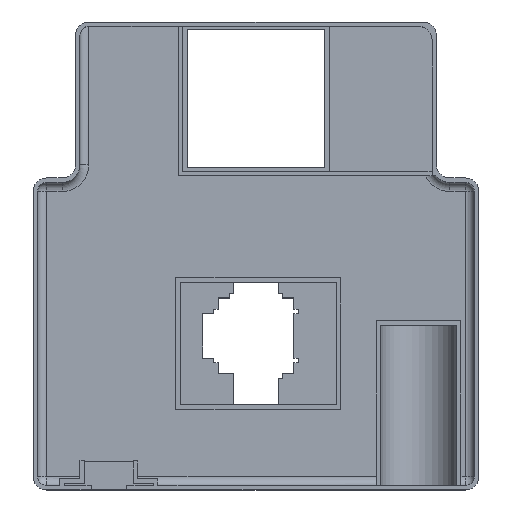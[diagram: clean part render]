
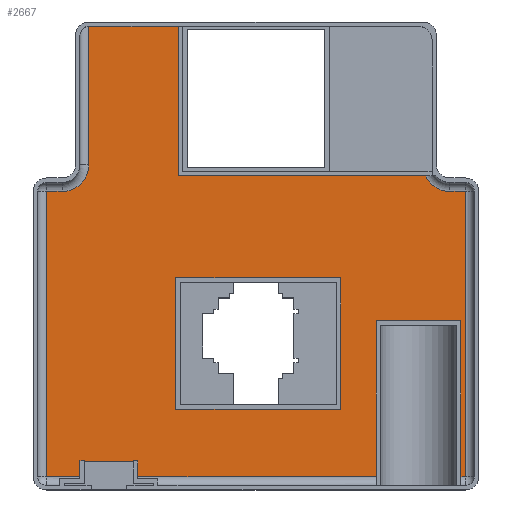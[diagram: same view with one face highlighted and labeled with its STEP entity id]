
A CAD part, top view. The second image highlights one B-rep face of the part: STEP entity #2667.
In plain terms, the highlighted planar face has unit normal (0, 0, 1).
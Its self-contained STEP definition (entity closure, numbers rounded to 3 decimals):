
#32=FACE_BOUND('',#295,.T.);
#40=PLANE('',#2840);
#145=FACE_OUTER_BOUND('',#294,.T.);
#294=EDGE_LOOP('',(#1862,#1863,#1864,#1865,#1866,#1867,#1868,#1869,#1870,
#1871,#1872,#1873,#1874,#1875,#1876,#1877,#1878,#1879,#1880));
#295=EDGE_LOOP('',(#1881,#1882,#1883,#1884));
#443=LINE('',#3818,#772);
#448=LINE('',#3838,#777);
#453=LINE('',#3853,#782);
#465=LINE('',#3883,#794);
#466=LINE('',#3885,#795);
#467=LINE('',#3887,#796);
#468=LINE('',#3888,#797);
#469=LINE('',#3890,#798);
#470=LINE('',#3892,#799);
#471=LINE('',#3896,#800);
#472=LINE('',#3898,#801);
#473=LINE('',#3900,#802);
#474=LINE('',#3902,#803);
#475=LINE('',#3906,#804);
#476=LINE('',#3907,#805);
#477=LINE('',#3909,#806);
#478=LINE('',#3910,#807);
#479=LINE('',#3913,#808);
#480=LINE('',#3915,#809);
#481=LINE('',#3917,#810);
#482=LINE('',#3918,#811);
#772=VECTOR('',#3049,10.);
#777=VECTOR('',#3066,10.);
#782=VECTOR('',#3079,10.);
#794=VECTOR('',#3101,10.);
#795=VECTOR('',#3102,10.);
#796=VECTOR('',#3103,10.);
#797=VECTOR('',#3104,10.);
#798=VECTOR('',#3105,10.);
#799=VECTOR('',#3106,10.);
#800=VECTOR('',#3109,10.);
#801=VECTOR('',#3110,10.);
#802=VECTOR('',#3111,10.);
#803=VECTOR('',#3112,10.);
#804=VECTOR('',#3115,10.);
#805=VECTOR('',#3116,10.);
#806=VECTOR('',#3117,10.);
#807=VECTOR('',#3118,10.);
#808=VECTOR('',#3119,10.);
#809=VECTOR('',#3120,10.);
#810=VECTOR('',#3121,10.);
#811=VECTOR('',#3122,10.);
#1112=CIRCLE('',#2841,6.);
#1113=CIRCLE('',#2842,6.);
#1170=VERTEX_POINT('',#3815);
#1171=VERTEX_POINT('',#3817);
#1175=VERTEX_POINT('',#3827);
#1180=VERTEX_POINT('',#3836);
#1183=VERTEX_POINT('',#3846);
#1186=VERTEX_POINT('',#3851);
#1199=VERTEX_POINT('',#3882);
#1200=VERTEX_POINT('',#3884);
#1201=VERTEX_POINT('',#3886);
#1202=VERTEX_POINT('',#3889);
#1203=VERTEX_POINT('',#3891);
#1204=VERTEX_POINT('',#3893);
#1205=VERTEX_POINT('',#3895);
#1206=VERTEX_POINT('',#3897);
#1207=VERTEX_POINT('',#3899);
#1208=VERTEX_POINT('',#3901);
#1209=VERTEX_POINT('',#3903);
#1210=VERTEX_POINT('',#3905);
#1211=VERTEX_POINT('',#3908);
#1212=VERTEX_POINT('',#3911);
#1213=VERTEX_POINT('',#3912);
#1214=VERTEX_POINT('',#3914);
#1215=VERTEX_POINT('',#3916);
#1426=EDGE_CURVE('',#1171,#1170,#443,.T.);
#1436=EDGE_CURVE('',#1175,#1180,#448,.T.);
#1443=EDGE_CURVE('',#1183,#1186,#453,.T.);
#1458=EDGE_CURVE('',#1199,#1175,#465,.T.);
#1459=EDGE_CURVE('',#1180,#1200,#466,.T.);
#1460=EDGE_CURVE('',#1200,#1201,#467,.T.);
#1461=EDGE_CURVE('',#1201,#1183,#468,.T.);
#1462=EDGE_CURVE('',#1186,#1202,#469,.T.);
#1463=EDGE_CURVE('',#1202,#1203,#470,.T.);
#1464=EDGE_CURVE('',#1203,#1204,#1112,.T.);
#1465=EDGE_CURVE('',#1205,#1204,#471,.T.);
#1466=EDGE_CURVE('',#1205,#1206,#472,.T.);
#1467=EDGE_CURVE('',#1207,#1206,#473,.T.);
#1468=EDGE_CURVE('',#1207,#1208,#474,.T.);
#1469=EDGE_CURVE('',#1208,#1209,#1113,.T.);
#1470=EDGE_CURVE('',#1209,#1210,#475,.T.);
#1471=EDGE_CURVE('',#1210,#1171,#476,.T.);
#1472=EDGE_CURVE('',#1170,#1211,#477,.T.);
#1473=EDGE_CURVE('',#1211,#1199,#478,.T.);
#1474=EDGE_CURVE('',#1212,#1213,#479,.T.);
#1475=EDGE_CURVE('',#1213,#1214,#480,.T.);
#1476=EDGE_CURVE('',#1214,#1215,#481,.T.);
#1477=EDGE_CURVE('',#1215,#1212,#482,.T.);
#1862=ORIENTED_EDGE('',*,*,#1458,.T.);
#1863=ORIENTED_EDGE('',*,*,#1436,.T.);
#1864=ORIENTED_EDGE('',*,*,#1459,.T.);
#1865=ORIENTED_EDGE('',*,*,#1460,.T.);
#1866=ORIENTED_EDGE('',*,*,#1461,.T.);
#1867=ORIENTED_EDGE('',*,*,#1443,.T.);
#1868=ORIENTED_EDGE('',*,*,#1462,.T.);
#1869=ORIENTED_EDGE('',*,*,#1463,.T.);
#1870=ORIENTED_EDGE('',*,*,#1464,.T.);
#1871=ORIENTED_EDGE('',*,*,#1465,.F.);
#1872=ORIENTED_EDGE('',*,*,#1466,.T.);
#1873=ORIENTED_EDGE('',*,*,#1467,.F.);
#1874=ORIENTED_EDGE('',*,*,#1468,.T.);
#1875=ORIENTED_EDGE('',*,*,#1469,.T.);
#1876=ORIENTED_EDGE('',*,*,#1470,.T.);
#1877=ORIENTED_EDGE('',*,*,#1471,.T.);
#1878=ORIENTED_EDGE('',*,*,#1426,.T.);
#1879=ORIENTED_EDGE('',*,*,#1472,.T.);
#1880=ORIENTED_EDGE('',*,*,#1473,.T.);
#1881=ORIENTED_EDGE('',*,*,#1474,.T.);
#1882=ORIENTED_EDGE('',*,*,#1475,.T.);
#1883=ORIENTED_EDGE('',*,*,#1476,.T.);
#1884=ORIENTED_EDGE('',*,*,#1477,.T.);
#2667=ADVANCED_FACE('',(#145,#32),#40,.T.);
#2840=AXIS2_PLACEMENT_3D('',#3881,#3099,#3100);
#2841=AXIS2_PLACEMENT_3D('',#3894,#3107,#3108);
#2842=AXIS2_PLACEMENT_3D('',#3904,#3113,#3114);
#3049=DIRECTION('',(1.,0.,0.));
#3066=DIRECTION('',(1.,0.,0.));
#3079=DIRECTION('',(1.,0.,0.));
#3099=DIRECTION('center_axis',(0.,0.,1.));
#3100=DIRECTION('ref_axis',(1.,0.,0.));
#3101=DIRECTION('',(0.,-1.,0.));
#3102=DIRECTION('',(0.,1.,0.));
#3103=DIRECTION('',(1.,0.,0.));
#3104=DIRECTION('',(0.,-1.,0.));
#3105=DIRECTION('',(0.,1.,0.));
#3106=DIRECTION('',(-1.,0.,0.));
#3107=DIRECTION('center_axis',(0.,0.,-1.));
#3108=DIRECTION('ref_axis',(-0.707,-0.707,0.));
#3109=DIRECTION('',(1.,0.,0.));
#3110=DIRECTION('',(0.,1.,0.));
#3111=DIRECTION('',(1.,0.,0.));
#3112=DIRECTION('',(0.,-1.,0.));
#3113=DIRECTION('center_axis',(0.,0.,-1.));
#3114=DIRECTION('ref_axis',(0.707,-0.707,0.));
#3115=DIRECTION('',(-1.,0.,0.));
#3116=DIRECTION('',(0.,-1.,0.));
#3117=DIRECTION('',(0.,1.,0.));
#3118=DIRECTION('',(1.,0.,0.));
#3119=DIRECTION('',(1.,0.,0.));
#3120=DIRECTION('',(0.,-1.,0.));
#3121=DIRECTION('',(-1.,0.,0.));
#3122=DIRECTION('',(0.,1.,0.));
#3815=CARTESIAN_POINT('',(-39.5,3.,1.));
#3817=CARTESIAN_POINT('',(-47.,3.,1.));
#3818=CARTESIAN_POINT('',(-25.,3.,1.));
#3827=CARTESIAN_POINT('',(-26.5,3.,1.));
#3836=CARTESIAN_POINT('',(27.,3.,1.));
#3838=CARTESIAN_POINT('',(-25.,3.,1.));
#3846=CARTESIAN_POINT('',(46.,3.,1.));
#3851=CARTESIAN_POINT('',(47.,3.,1.));
#3853=CARTESIAN_POINT('',(-25.,3.,1.));
#3881=CARTESIAN_POINT('Origin',(0.,52.5,1.));
#3882=CARTESIAN_POINT('',(-26.5,6.5,1.));
#3883=CARTESIAN_POINT('',(-26.5,29.5,1.));
#3884=CARTESIAN_POINT('',(27.,38.,1.));
#3885=CARTESIAN_POINT('',(27.,45.25,1.));
#3886=CARTESIAN_POINT('',(46.,38.,1.));
#3887=CARTESIAN_POINT('',(23.,38.,1.));
#3888=CARTESIAN_POINT('',(46.,27.75,1.));
#3889=CARTESIAN_POINT('',(47.,67.,1.));
#3890=CARTESIAN_POINT('',(47.,26.25,1.));
#3891=CARTESIAN_POINT('',(43.5,67.,1.));
#3892=CARTESIAN_POINT('',(25.,67.,1.));
#3893=CARTESIAN_POINT('',(38.046,70.5,1.));
#3894=CARTESIAN_POINT('Origin',(43.5,73.,1.));
#3895=CARTESIAN_POINT('',(-17.5,70.5,1.));
#3896=CARTESIAN_POINT('',(-8.25,70.5,1.));
#3897=CARTESIAN_POINT('',(-17.5,104.,1.));
#3898=CARTESIAN_POINT('',(-17.5,78.25,1.));
#3899=CARTESIAN_POINT('',(-37.5,104.,1.));
#3900=CARTESIAN_POINT('',(20.25,104.,1.));
#3901=CARTESIAN_POINT('',(-37.5,73.,1.));
#3902=CARTESIAN_POINT('',(-37.5,78.75,1.));
#3903=CARTESIAN_POINT('',(-43.5,67.,1.));
#3904=CARTESIAN_POINT('Origin',(-43.5,73.,1.));
#3905=CARTESIAN_POINT('',(-47.,67.,1.));
#3906=CARTESIAN_POINT('',(-20.25,67.,1.));
#3907=CARTESIAN_POINT('',(-47.,61.25,1.));
#3908=CARTESIAN_POINT('',(-39.5,6.5,1.));
#3909=CARTESIAN_POINT('',(-39.5,27.5,1.));
#3910=CARTESIAN_POINT('',(-19.75,6.5,1.));
#3911=CARTESIAN_POINT('',(-18.,47.589,1.));
#3912=CARTESIAN_POINT('',(19.,47.589,1.));
#3913=CARTESIAN_POINT('',(-9.,47.589,1.));
#3914=CARTESIAN_POINT('',(19.,18.089,1.));
#3915=CARTESIAN_POINT('',(19.,50.044,1.));
#3916=CARTESIAN_POINT('',(-18.,18.089,1.));
#3917=CARTESIAN_POINT('',(9.5,18.089,1.));
#3918=CARTESIAN_POINT('',(-18.,35.294,1.));
